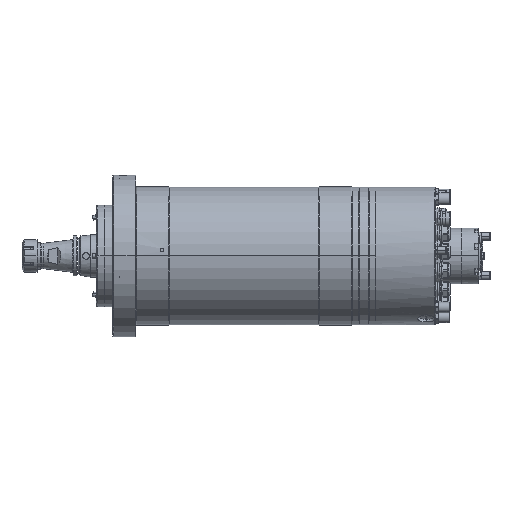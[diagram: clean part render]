
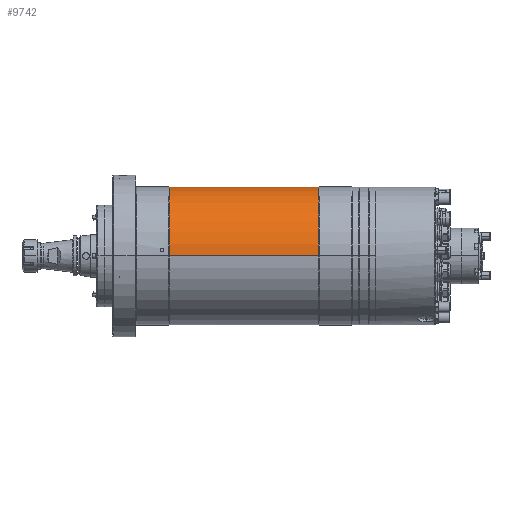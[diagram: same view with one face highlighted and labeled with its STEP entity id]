
A CAD part, top view. The second image highlights one B-rep face of the part: STEP entity #9742.
In plain terms, the highlighted cylindrical face has radius 104.5 mm (diameter 209 mm), a partial arc.
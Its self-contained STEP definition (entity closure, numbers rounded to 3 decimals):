
#318 = AXIS2_PLACEMENT_3D ( 'NONE', #52984, #21777, #48509 ) ;
#7154 = VERTEX_POINT ( 'NONE', #40915 ) ;
#8262 = ORIENTED_EDGE ( 'NONE', *, *, #32915, .T. ) ;
#8662 = ORIENTED_EDGE ( 'NONE', *, *, #15772, .F. ) ;
#9742 = ADVANCED_FACE ( 'NONE', ( #39915 ), #50392, .T. ) ;
#11161 = LINE ( 'NONE', #28168, #20254 ) ;
#11702 = EDGE_LOOP ( 'NONE', ( #8262, #31276, #55739, #8662 ) ) ;
#12258 = AXIS2_PLACEMENT_3D ( 'NONE', #35088, #26263, #29236 ) ;
#12765 = CARTESIAN_POINT ( 'NONE',  ( -451.33, 0., 104.5 ) ) ;
#13881 = AXIS2_PLACEMENT_3D ( 'NONE', #17172, #51513, #46841 ) ;
#15772 = EDGE_CURVE ( 'NONE', #38040, #31859, #44912, .T. ) ;
#17172 = CARTESIAN_POINT ( 'NONE',  ( -451.33, 0., 0. ) ) ;
#17702 = CARTESIAN_POINT ( 'NONE',  ( -337.5, 0., 104.5 ) ) ;
#20254 = VECTOR ( 'NONE', #41651, 1000. ) ;
#21148 = CIRCLE ( 'NONE', #318, 104.5 ) ;
#21155 = VECTOR ( 'NONE', #33316, 1000. ) ;
#21777 = DIRECTION ( 'NONE',  ( -1., 0., 0. ) ) ;
#23477 = EDGE_CURVE ( 'NONE', #31859, #39772, #21148, .T. ) ;
#24004 = CARTESIAN_POINT ( 'NONE',  ( -109.5, 0., 104.5 ) ) ;
#26263 = DIRECTION ( 'NONE',  ( -1., 0., 0. ) ) ;
#28032 = CARTESIAN_POINT ( 'NONE',  ( -337.5, 0., -104.5 ) ) ;
#28168 = CARTESIAN_POINT ( 'NONE',  ( -451.33, 0., -104.5 ) ) ;
#29236 = DIRECTION ( 'NONE',  ( 0., 0., 1. ) ) ;
#30792 = EDGE_CURVE ( 'NONE', #7154, #39772, #11161, .T. ) ;
#31276 = ORIENTED_EDGE ( 'NONE', *, *, #30792, .T. ) ;
#31859 = VERTEX_POINT ( 'NONE', #17702 ) ;
#32915 = EDGE_CURVE ( 'NONE', #38040, #7154, #52811, .T. ) ;
#33316 = DIRECTION ( 'NONE',  ( -1., 0., 0. ) ) ;
#35088 = CARTESIAN_POINT ( 'NONE',  ( -109.5, 0., 0. ) ) ;
#38040 = VERTEX_POINT ( 'NONE', #24004 ) ;
#39772 = VERTEX_POINT ( 'NONE', #28032 ) ;
#39915 = FACE_OUTER_BOUND ( 'NONE', #11702, .T. ) ;
#40915 = CARTESIAN_POINT ( 'NONE',  ( -109.5, 0., -104.5 ) ) ;
#41651 = DIRECTION ( 'NONE',  ( -1., 0., 0. ) ) ;
#44912 = LINE ( 'NONE', #12765, #21155 ) ;
#46841 = DIRECTION ( 'NONE',  ( 0., 0., 1. ) ) ;
#48509 = DIRECTION ( 'NONE',  ( 0., 0., 1. ) ) ;
#50392 = CYLINDRICAL_SURFACE ( 'NONE', #13881, 104.5 ) ;
#51513 = DIRECTION ( 'NONE',  ( -1., 0., 0. ) ) ;
#52811 = CIRCLE ( 'NONE', #12258, 104.5 ) ;
#52984 = CARTESIAN_POINT ( 'NONE',  ( -337.5, 0., 0. ) ) ;
#55739 = ORIENTED_EDGE ( 'NONE', *, *, #23477, .F. ) ;
